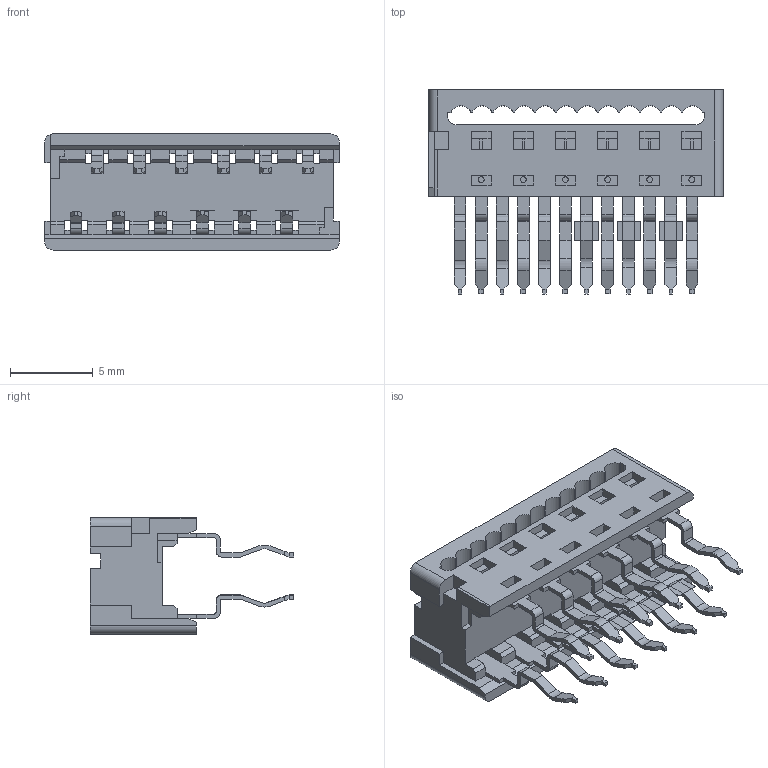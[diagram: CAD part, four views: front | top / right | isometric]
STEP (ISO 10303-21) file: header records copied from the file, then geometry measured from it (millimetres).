
FILE_DESCRIPTION((''),'2;1');
FILE_NAME('915771312','2008-03-17T',('PNB'),(''),'PRO/ENGINEER BY PARAMETRIC TECHNOLOGY CORPORATION, 2003451','PRO/ENGINEER BY PARAMETRIC TECHNOLOGY CORPORATION, 2003451','');
FILE_SCHEMA(('CONFIG_CONTROL_DESIGN'));
Length unit declared in the file: millimetre
Products named in the file (1): 915771312
Bounding box: 17.75 x 12.3 x 7 mm (x, y, z)
Volume: 446.1 mm3; surface area: 1260.8 mm2
Topology: 1 solids, 1 shells, 858 faces, 2481 edges, 1642 vertices
Faces by surface type: plane 706, cylinder 152
Entity records: 27908 total; most frequent: CARTESIAN_POINT 4934, ORIENTED_EDGE 4890, DIRECTION 4559, EDGE_CURVE 2445, VECTOR 2121, LINE 2121, VERTEX_POINT 1594, AXIS2_PLACEMENT_3D 1219
